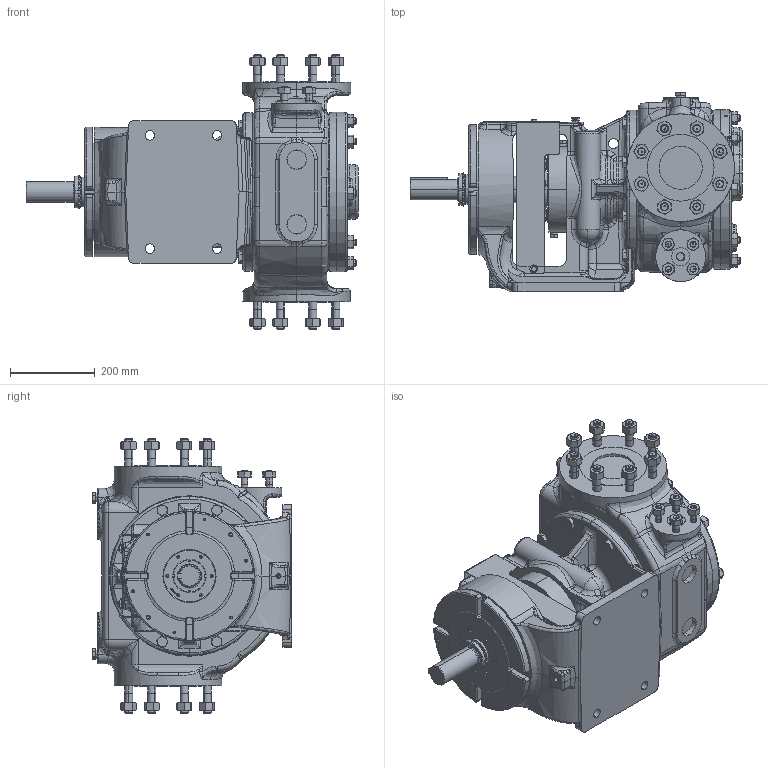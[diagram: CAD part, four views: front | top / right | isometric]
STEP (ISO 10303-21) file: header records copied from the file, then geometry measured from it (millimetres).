
FILE_DESCRIPTION (( 'STEP AP214' ), '1' );
FILE_NAME ('Q4223AX.STEP', '2017-01-19T17:59:15', ( '' ), ( '' ), 'SwSTEP 2.0', 'SolidWorks 2016', '' );
FILE_SCHEMA (( 'AUTOMOTIVE_DESIGN' ));
Length unit declared in the file: inch
Products named in the file (2): Q4223AX
Bounding box: 782.57 x 470.76 x 647.7 mm (x, y, z)
Volume: 62858470.1 mm3; surface area: 2086803.5 mm2
Topology: 1 solids, 5 shells, 4544 faces, 11122 edges, 6831 vertices
Faces by surface type: plane 1845, bspline 1004, cylinder 818, cone 748, torus 94, sphere 35
Entity records: 233450 total; most frequent: CARTESIAN_POINT 95120, ORIENTED_EDGE 21992, DIRECTION 17315, EDGE_CURVE 10996, VERTEX_POINT 6831, AXIS2_PLACEMENT_3D 6282, EDGE_LOOP 4963, VECTOR 4751
